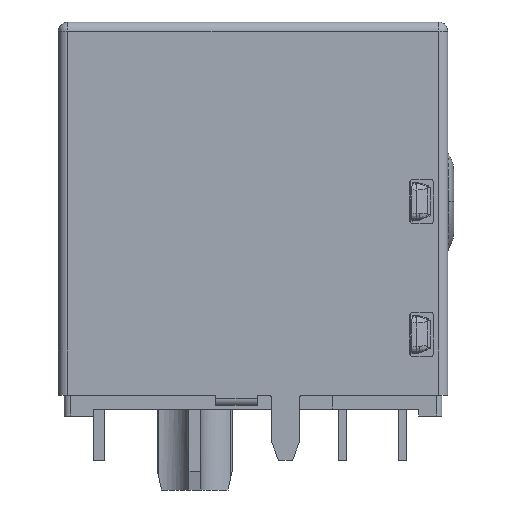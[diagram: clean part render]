
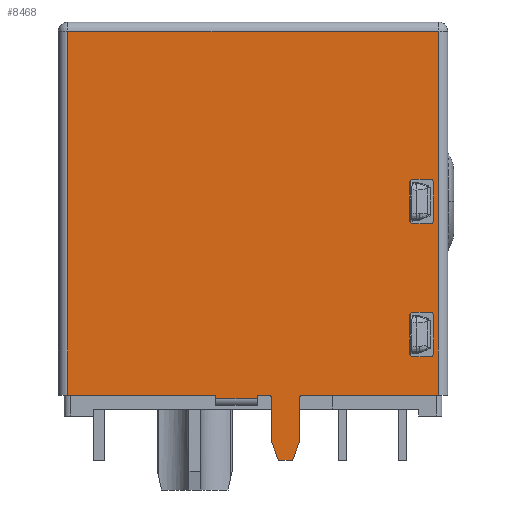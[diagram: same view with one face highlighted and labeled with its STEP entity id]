
A CAD part, left-side view. The second image highlights one B-rep face of the part: STEP entity #8468.
In plain terms, the highlighted planar face has unit normal (-1, 0, 0).
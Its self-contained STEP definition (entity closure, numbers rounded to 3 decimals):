
#707=DIRECTION('',(0.,0.,1.));
#708=VECTOR('',#707,1.6);
#709=CARTESIAN_POINT('',(-8.025,-6.7,-8.5));
#710=LINE('',#709,#708);
#711=CARTESIAN_POINT('',(-8.025,-6.85,-8.5));
#712=DIRECTION('',(1.,0.,0.));
#713=DIRECTION('',(0.,0.,-1.));
#714=AXIS2_PLACEMENT_3D('',#711,#712,#713);
#716=DIRECTION('',(0.,1.,0.));
#717=VECTOR('',#716,0.75);
#718=CARTESIAN_POINT('',(-8.025,-7.6,-8.65));
#719=LINE('',#718,#717);
#720=CARTESIAN_POINT('',(-8.025,-7.6,-8.5));
#721=DIRECTION('',(1.,0.,0.));
#722=DIRECTION('',(0.,-1.,0.));
#723=AXIS2_PLACEMENT_3D('',#720,#721,#722);
#725=DIRECTION('',(0.,0.,-1.));
#726=VECTOR('',#725,1.6);
#727=CARTESIAN_POINT('',(-8.025,-7.75,-6.9));
#728=LINE('',#727,#726);
#729=CARTESIAN_POINT('',(-8.025,-7.6,-6.9));
#730=DIRECTION('',(1.,0.,0.));
#731=DIRECTION('',(0.,0.,1.));
#732=AXIS2_PLACEMENT_3D('',#729,#730,#731);
#734=DIRECTION('',(0.,-1.,0.));
#735=VECTOR('',#734,0.75);
#736=CARTESIAN_POINT('',(-8.025,-6.85,-6.75));
#737=LINE('',#736,#735);
#738=CARTESIAN_POINT('',(-8.025,-6.85,-6.9));
#739=DIRECTION('',(1.,0.,0.));
#740=DIRECTION('',(0.,1.,0.));
#741=AXIS2_PLACEMENT_3D('',#738,#739,#740);
#743=DIRECTION('',(0.,0.,-1.));
#744=VECTOR('',#743,1.6);
#745=CARTESIAN_POINT('',(-8.025,-7.75,-12.6));
#746=LINE('',#745,#744);
#747=CARTESIAN_POINT('',(-8.025,-7.6,-12.6));
#748=DIRECTION('',(1.,0.,0.));
#749=DIRECTION('',(0.,0.,1.));
#750=AXIS2_PLACEMENT_3D('',#747,#748,#749);
#752=DIRECTION('',(0.,-1.,0.));
#753=VECTOR('',#752,0.75);
#754=CARTESIAN_POINT('',(-8.025,-6.85,-12.45));
#755=LINE('',#754,#753);
#756=CARTESIAN_POINT('',(-8.025,-6.85,-12.6));
#757=DIRECTION('',(1.,0.,0.));
#758=DIRECTION('',(0.,1.,0.));
#759=AXIS2_PLACEMENT_3D('',#756,#757,#758);
#761=DIRECTION('',(0.,0.,1.));
#762=VECTOR('',#761,1.6);
#763=CARTESIAN_POINT('',(-8.025,-6.7,-14.2));
#764=LINE('',#763,#762);
#765=CARTESIAN_POINT('',(-8.025,-6.85,-14.2));
#766=DIRECTION('',(1.,0.,0.));
#767=DIRECTION('',(0.,0.,-1.));
#768=AXIS2_PLACEMENT_3D('',#765,#766,#767);
#770=DIRECTION('',(0.,1.,0.));
#771=VECTOR('',#770,0.75);
#772=CARTESIAN_POINT('',(-8.025,-7.6,-14.35));
#773=LINE('',#772,#771);
#774=CARTESIAN_POINT('',(-8.025,-7.6,-14.2));
#775=DIRECTION('',(1.,0.,0.));
#776=DIRECTION('',(0.,-1.,0.));
#777=AXIS2_PLACEMENT_3D('',#774,#775,#776);
#779=DIRECTION('',(0.,0.,-1.));
#780=VECTOR('',#779,15.6);
#781=CARTESIAN_POINT('',(-8.025,-7.95,-0.4));
#782=LINE('',#781,#780);
#783=DIRECTION('',(0.,-1.,0.));
#784=VECTOR('',#783,5.81);
#785=CARTESIAN_POINT('',(-8.025,-2.14,-16.));
#786=LINE('',#785,#784);
#787=DIRECTION('',(0.,0.351,-0.936));
#788=VECTOR('',#787,0.854);
#789=CARTESIAN_POINT('',(-8.025,-1.99,-18.));
#790=LINE('',#789,#788);
#791=DIRECTION('',(0.,1.,0.));
#792=VECTOR('',#791,0.6);
#793=CARTESIAN_POINT('',(-8.025,-1.69,-18.8));
#794=LINE('',#793,#792);
#795=DIRECTION('',(0.,0.351,0.936));
#796=VECTOR('',#795,0.854);
#797=CARTESIAN_POINT('',(-8.025,-1.09,-18.8));
#798=LINE('',#797,#796);
#799=DIRECTION('',(0.,-1.,0.));
#800=VECTOR('',#799,0.45);
#801=CARTESIAN_POINT('',(-8.025,-0.19,-16.));
#802=LINE('',#801,#800);
#803=DIRECTION('',(0.,-1.,0.));
#804=VECTOR('',#803,1.8);
#805=CARTESIAN_POINT('',(-8.025,1.61,-16.15));
#806=LINE('',#805,#804);
#807=DIRECTION('',(0.,-1.,0.));
#808=VECTOR('',#807,6.34);
#809=CARTESIAN_POINT('',(-8.025,7.95,-16.));
#810=LINE('',#809,#808);
#811=DIRECTION('',(0.,0.,-1.));
#812=VECTOR('',#811,15.6);
#813=CARTESIAN_POINT('',(-8.025,7.95,-0.4));
#814=LINE('',#813,#812);
#815=DIRECTION('',(0.,-1.,0.));
#816=VECTOR('',#815,15.9);
#817=CARTESIAN_POINT('',(-8.025,7.95,-0.4));
#818=LINE('',#817,#816);
#4627=DIRECTION('',(0.,0.,1.));
#4628=VECTOR('',#4627,0.15);
#4629=CARTESIAN_POINT('',(-8.025,-0.19,-16.15));
#4630=LINE('',#4629,#4628);
#4687=DIRECTION('',(0.,0.,1.));
#4688=VECTOR('',#4687,0.15);
#4689=CARTESIAN_POINT('',(-8.025,1.61,-16.15));
#4690=LINE('',#4689,#4688);
#6096=CARTESIAN_POINT('',(-8.025,-0.64,-16.15));
#6097=DIRECTION('',(1.,0.,0.));
#6098=DIRECTION('',(0.,0.,1.));
#6099=AXIS2_PLACEMENT_3D('',#6096,#6097,#6098);
#6110=DIRECTION('',(0.,0.,-1.));
#6111=VECTOR('',#6110,1.85);
#6112=CARTESIAN_POINT('',(-8.025,-0.79,-16.15));
#6113=LINE('',#6112,#6111);
#6142=DIRECTION('',(0.,0.,1.));
#6143=VECTOR('',#6142,1.85);
#6144=CARTESIAN_POINT('',(-8.025,-1.99,-18.));
#6145=LINE('',#6144,#6143);
#6151=CARTESIAN_POINT('',(-8.025,-2.14,-16.15));
#6152=DIRECTION('',(1.,0.,0.));
#6153=DIRECTION('',(0.,1.,0.));
#6154=AXIS2_PLACEMENT_3D('',#6151,#6152,#6153);
#6518=CARTESIAN_POINT('',(-8.025,-1.69,-18.8));
#6519=CARTESIAN_POINT('',(-8.025,-1.09,-18.8));
#6520=VERTEX_POINT('',#6518);
#6521=VERTEX_POINT('',#6519);
#6526=CARTESIAN_POINT('',(-8.025,-1.99,-18.));
#6527=VERTEX_POINT('',#6526);
#6528=CARTESIAN_POINT('',(-8.025,-0.79,-18.));
#6529=VERTEX_POINT('',#6528);
#6910=CARTESIAN_POINT('',(-8.025,-7.95,-0.4));
#6911=CARTESIAN_POINT('',(-8.025,-7.95,-16.));
#6912=VERTEX_POINT('',#6910);
#6913=VERTEX_POINT('',#6911);
#6918=CARTESIAN_POINT('',(-8.025,7.95,-0.4));
#6919=VERTEX_POINT('',#6918);
#6924=CARTESIAN_POINT('',(-8.025,7.95,-16.));
#6925=VERTEX_POINT('',#6924);
#6974=CARTESIAN_POINT('',(-8.025,1.61,-16.15));
#6975=CARTESIAN_POINT('',(-8.025,-0.19,-16.15));
#6976=VERTEX_POINT('',#6974);
#6977=VERTEX_POINT('',#6975);
#6991=CARTESIAN_POINT('',(-8.025,1.61,-16.));
#6993=VERTEX_POINT('',#6991);
#6995=CARTESIAN_POINT('',(-8.025,-0.19,-16.));
#6997=VERTEX_POINT('',#6995);
#7014=CARTESIAN_POINT('',(-8.025,-0.64,-16.));
#7016=VERTEX_POINT('',#7014);
#7018=CARTESIAN_POINT('',(-8.025,-0.79,-16.15));
#7020=VERTEX_POINT('',#7018);
#7023=CARTESIAN_POINT('',(-8.025,-2.14,-16.));
#7025=VERTEX_POINT('',#7023);
#7027=CARTESIAN_POINT('',(-8.025,-1.99,-16.15));
#7029=VERTEX_POINT('',#7027);
#7248=CARTESIAN_POINT('',(-8.025,-6.7,-8.5));
#7249=VERTEX_POINT('',#7248);
#7250=CARTESIAN_POINT('',(-8.025,-6.7,-6.9));
#7251=VERTEX_POINT('',#7250);
#7252=CARTESIAN_POINT('',(-8.025,-6.85,-6.75));
#7253=VERTEX_POINT('',#7252);
#7254=CARTESIAN_POINT('',(-8.025,-7.6,-6.75));
#7255=VERTEX_POINT('',#7254);
#7256=CARTESIAN_POINT('',(-8.025,-7.75,-6.9));
#7257=VERTEX_POINT('',#7256);
#7258=CARTESIAN_POINT('',(-8.025,-7.75,-8.5));
#7259=VERTEX_POINT('',#7258);
#7260=CARTESIAN_POINT('',(-8.025,-7.6,-8.65));
#7261=VERTEX_POINT('',#7260);
#7262=CARTESIAN_POINT('',(-8.025,-6.85,-8.65));
#7263=VERTEX_POINT('',#7262);
#7264=CARTESIAN_POINT('',(-8.025,-7.75,-12.6));
#7265=VERTEX_POINT('',#7264);
#7266=CARTESIAN_POINT('',(-8.025,-7.75,-14.2));
#7267=VERTEX_POINT('',#7266);
#7268=CARTESIAN_POINT('',(-8.025,-7.6,-14.35));
#7269=VERTEX_POINT('',#7268);
#7270=CARTESIAN_POINT('',(-8.025,-6.85,-14.35));
#7271=VERTEX_POINT('',#7270);
#7272=CARTESIAN_POINT('',(-8.025,-6.7,-14.2));
#7273=VERTEX_POINT('',#7272);
#7274=CARTESIAN_POINT('',(-8.025,-6.7,-12.6));
#7275=VERTEX_POINT('',#7274);
#7276=CARTESIAN_POINT('',(-8.025,-6.85,-12.45));
#7277=VERTEX_POINT('',#7276);
#7278=CARTESIAN_POINT('',(-8.025,-7.6,-12.45));
#7279=VERTEX_POINT('',#7278);
#8395=CARTESIAN_POINT('',(-8.025,8.35,0.));
#8396=DIRECTION('',(-1.,0.,0.));
#8397=DIRECTION('',(0.,-1.,0.));
#8398=AXIS2_PLACEMENT_3D('',#8395,#8396,#8397);
#8399=PLANE('',#8398);
#8401=ORIENTED_EDGE('',*,*,#8400,.T.);
#8403=ORIENTED_EDGE('',*,*,#8402,.F.);
#8405=ORIENTED_EDGE('',*,*,#8404,.F.);
#8407=ORIENTED_EDGE('',*,*,#8406,.F.);
#8409=ORIENTED_EDGE('',*,*,#8408,.T.);
#8411=ORIENTED_EDGE('',*,*,#8410,.T.);
#8413=ORIENTED_EDGE('',*,*,#8412,.T.);
#8415=ORIENTED_EDGE('',*,*,#8414,.F.);
#8417=ORIENTED_EDGE('',*,*,#8416,.F.);
#8419=ORIENTED_EDGE('',*,*,#8418,.F.);
#8421=ORIENTED_EDGE('',*,*,#8420,.F.);
#8423=ORIENTED_EDGE('',*,*,#8422,.F.);
#8425=ORIENTED_EDGE('',*,*,#8424,.T.);
#8427=ORIENTED_EDGE('',*,*,#8426,.F.);
#8428=ORIENTED_EDGE('',*,*,#8362,.F.);
#8429=ORIENTED_EDGE('',*,*,#8386,.T.);
#8430=EDGE_LOOP('',(#8401,#8403,#8405,#8407,#8409,#8411,#8413,#8415,#8417,#8419,
#8421,#8423,#8425,#8427,#8428,#8429));
#8431=FACE_OUTER_BOUND('',#8430,.F.);
#8433=ORIENTED_EDGE('',*,*,#8432,.F.);
#8435=ORIENTED_EDGE('',*,*,#8434,.F.);
#8437=ORIENTED_EDGE('',*,*,#8436,.F.);
#8439=ORIENTED_EDGE('',*,*,#8438,.F.);
#8441=ORIENTED_EDGE('',*,*,#8440,.F.);
#8443=ORIENTED_EDGE('',*,*,#8442,.F.);
#8445=ORIENTED_EDGE('',*,*,#8444,.F.);
#8447=ORIENTED_EDGE('',*,*,#8446,.F.);
#8448=EDGE_LOOP('',(#8433,#8435,#8437,#8439,#8441,#8443,#8445,#8447));
#8449=FACE_BOUND('',#8448,.F.);
#8451=ORIENTED_EDGE('',*,*,#8450,.F.);
#8453=ORIENTED_EDGE('',*,*,#8452,.F.);
#8455=ORIENTED_EDGE('',*,*,#8454,.F.);
#8457=ORIENTED_EDGE('',*,*,#8456,.F.);
#8459=ORIENTED_EDGE('',*,*,#8458,.F.);
#8461=ORIENTED_EDGE('',*,*,#8460,.F.);
#8463=ORIENTED_EDGE('',*,*,#8462,.F.);
#8465=ORIENTED_EDGE('',*,*,#8464,.F.);
#8466=EDGE_LOOP('',(#8451,#8453,#8455,#8457,#8459,#8461,#8463,#8465));
#8467=FACE_BOUND('',#8466,.F.);
#715=CIRCLE('',#714,0.15);
#724=CIRCLE('',#723,0.15);
#733=CIRCLE('',#732,0.15);
#742=CIRCLE('',#741,0.15);
#751=CIRCLE('',#750,0.15);
#760=CIRCLE('',#759,0.15);
#769=CIRCLE('',#768,0.15);
#778=CIRCLE('',#777,0.15);
#6100=CIRCLE('',#6099,0.15);
#6155=CIRCLE('',#6154,0.15);
#8362=EDGE_CURVE('',#6919,#6925,#814,.T.);
#8386=EDGE_CURVE('',#6919,#6912,#818,.T.);
#8400=EDGE_CURVE('',#6912,#6913,#782,.T.);
#8402=EDGE_CURVE('',#7025,#6913,#786,.T.);
#8404=EDGE_CURVE('',#7029,#7025,#6155,.T.);
#8406=EDGE_CURVE('',#6527,#7029,#6145,.T.);
#8408=EDGE_CURVE('',#6527,#6520,#790,.T.);
#8410=EDGE_CURVE('',#6520,#6521,#794,.T.);
#8412=EDGE_CURVE('',#6521,#6529,#798,.T.);
#8414=EDGE_CURVE('',#7020,#6529,#6113,.T.);
#8416=EDGE_CURVE('',#7016,#7020,#6100,.T.);
#8418=EDGE_CURVE('',#6997,#7016,#802,.T.);
#8420=EDGE_CURVE('',#6977,#6997,#4630,.T.);
#8422=EDGE_CURVE('',#6976,#6977,#806,.T.);
#8424=EDGE_CURVE('',#6976,#6993,#4690,.T.);
#8426=EDGE_CURVE('',#6925,#6993,#810,.T.);
#8432=EDGE_CURVE('',#7265,#7267,#746,.T.);
#8434=EDGE_CURVE('',#7279,#7265,#751,.T.);
#8436=EDGE_CURVE('',#7277,#7279,#755,.T.);
#8438=EDGE_CURVE('',#7275,#7277,#760,.T.);
#8440=EDGE_CURVE('',#7273,#7275,#764,.T.);
#8442=EDGE_CURVE('',#7271,#7273,#769,.T.);
#8444=EDGE_CURVE('',#7269,#7271,#773,.T.);
#8446=EDGE_CURVE('',#7267,#7269,#778,.T.);
#8450=EDGE_CURVE('',#7249,#7251,#710,.T.);
#8452=EDGE_CURVE('',#7263,#7249,#715,.T.);
#8454=EDGE_CURVE('',#7261,#7263,#719,.T.);
#8456=EDGE_CURVE('',#7259,#7261,#724,.T.);
#8458=EDGE_CURVE('',#7257,#7259,#728,.T.);
#8460=EDGE_CURVE('',#7255,#7257,#733,.T.);
#8462=EDGE_CURVE('',#7253,#7255,#737,.T.);
#8464=EDGE_CURVE('',#7251,#7253,#742,.T.);
#8468=ADVANCED_FACE('',(#8431,#8449,#8467),#8399,.T.);
